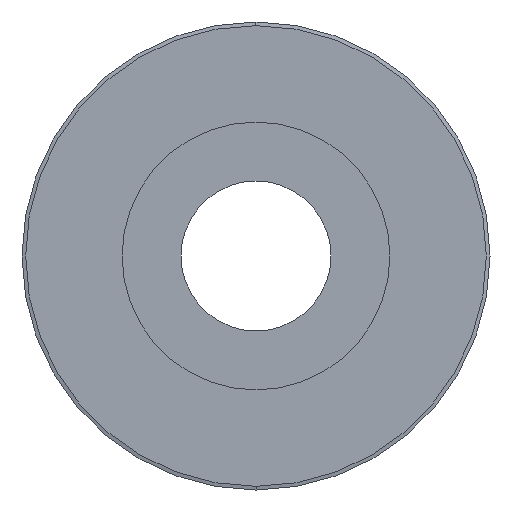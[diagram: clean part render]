
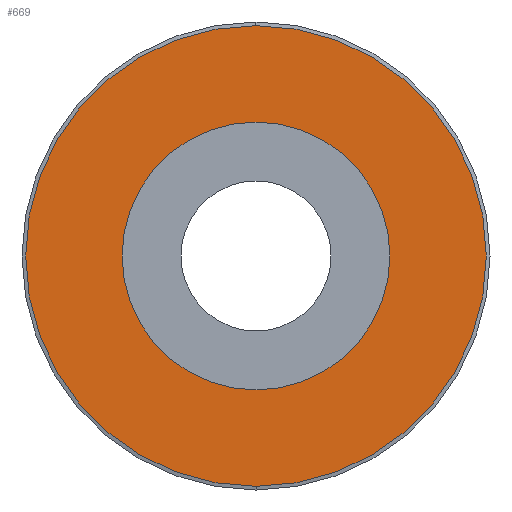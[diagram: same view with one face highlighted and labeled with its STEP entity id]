
A CAD part, left-side view. The second image highlights one B-rep face of the part: STEP entity #669.
In plain terms, the highlighted planar face has unit normal (-1, 0, 0).
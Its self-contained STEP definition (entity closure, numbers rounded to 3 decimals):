
#13 = VERTEX_POINT ( 'NONE', #226 ) ;
#21 = PLANE ( 'NONE',  #319 ) ;
#35 = EDGE_CURVE ( 'NONE', #661, #397, #536, .T. ) ;
#56 = ORIENTED_EDGE ( 'NONE', *, *, #316, .F. ) ;
#81 = DIRECTION ( 'NONE',  ( 0., 0., 1. ) ) ;
#87 = ORIENTED_EDGE ( 'NONE', *, *, #35, .F. ) ;
#99 = FACE_OUTER_BOUND ( 'NONE', #633, .T. ) ;
#111 = VERTEX_POINT ( 'NONE', #138 ) ;
#117 = CIRCLE ( 'NONE', #453, 25. ) ;
#138 = CARTESIAN_POINT ( 'NONE',  ( 5., 0., 43. ) ) ;
#140 = DIRECTION ( 'NONE',  ( -1., 0., 0. ) ) ;
#152 = DIRECTION ( 'NONE',  ( 0., 0., 1. ) ) ;
#155 = CARTESIAN_POINT ( 'NONE',  ( 5., 0., 0. ) ) ;
#178 = CARTESIAN_POINT ( 'NONE',  ( 5., 0., 25. ) ) ;
#183 = DIRECTION ( 'NONE',  ( 0., 0., 1. ) ) ;
#187 = CIRCLE ( 'NONE', #266, 43. ) ;
#226 = CARTESIAN_POINT ( 'NONE',  ( 5., 0., -43. ) ) ;
#237 = DIRECTION ( 'NONE',  ( -1., 0., 0. ) ) ;
#266 = AXIS2_PLACEMENT_3D ( 'NONE', #432, #140, #541 ) ;
#305 = DIRECTION ( 'NONE',  ( 0., 0., 1. ) ) ;
#316 = EDGE_CURVE ( 'NONE', #397, #661, #117, .T. ) ;
#319 = AXIS2_PLACEMENT_3D ( 'NONE', #418, #237, #305 ) ;
#320 = CARTESIAN_POINT ( 'NONE',  ( 5., 0., 0. ) ) ;
#341 = CIRCLE ( 'NONE', #520, 43. ) ;
#357 = EDGE_CURVE ( 'NONE', #13, #111, #341, .T. ) ;
#397 = VERTEX_POINT ( 'NONE', #621 ) ;
#409 = CARTESIAN_POINT ( 'NONE',  ( 5., 0., 0. ) ) ;
#418 = CARTESIAN_POINT ( 'NONE',  ( 5., -25., 0. ) ) ;
#432 = CARTESIAN_POINT ( 'NONE',  ( 5., 0., 0. ) ) ;
#453 = AXIS2_PLACEMENT_3D ( 'NONE', #320, #497, #183 ) ;
#468 = ORIENTED_EDGE ( 'NONE', *, *, #357, .T. ) ;
#469 = DIRECTION ( 'NONE',  ( -1., 0., 0. ) ) ;
#497 = DIRECTION ( 'NONE',  ( -1., 0., 0. ) ) ;
#520 = AXIS2_PLACEMENT_3D ( 'NONE', #155, #556, #152 ) ;
#536 = CIRCLE ( 'NONE', #547, 25. ) ;
#541 = DIRECTION ( 'NONE',  ( 0., 0., 1. ) ) ;
#547 = AXIS2_PLACEMENT_3D ( 'NONE', #409, #469, #81 ) ;
#556 = DIRECTION ( 'NONE',  ( -1., 0., 0. ) ) ;
#558 = EDGE_LOOP ( 'NONE', ( #87, #56 ) ) ;
#621 = CARTESIAN_POINT ( 'NONE',  ( 5., 0., -25. ) ) ;
#633 = EDGE_LOOP ( 'NONE', ( #656, #468 ) ) ;
#656 = ORIENTED_EDGE ( 'NONE', *, *, #685, .T. ) ;
#661 = VERTEX_POINT ( 'NONE', #178 ) ;
#669 = ADVANCED_FACE ( 'NONE', ( #99, #687 ), #21, .T. ) ;
#685 = EDGE_CURVE ( 'NONE', #111, #13, #187, .T. ) ;
#687 = FACE_BOUND ( 'NONE', #558, .T. ) ;
